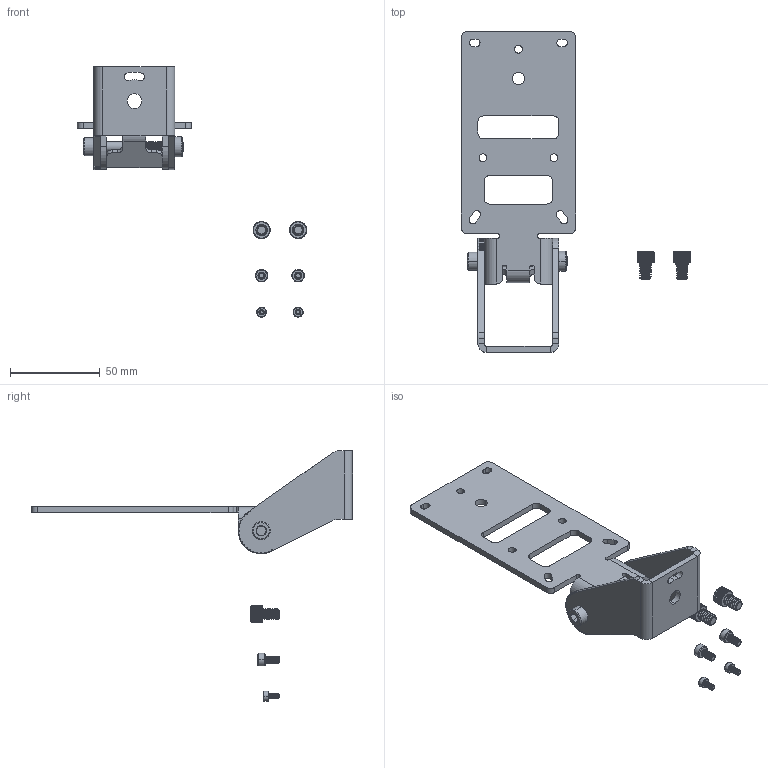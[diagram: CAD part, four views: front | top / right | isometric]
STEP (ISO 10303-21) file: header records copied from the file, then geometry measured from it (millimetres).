
FILE_DESCRIPTION (( 'STEP AP203' ), '1' );
FILE_NAME ('PTU-AB.STEP', '2021-11-09T18:33:21', ( '' ), ( '' ), 'SwSTEP 2.0', 'SolidWorks 2021', '' );
FILE_SCHEMA (( 'CONFIG_CONTROL_DESIGN' ));
Length unit declared in the file: inch
Products named in the file (10): 200301; PTU-AB; SP-M6-2; 800010; 91292A111_91292A111; 91292A144_91292A144; 92196A535_92196A535; 91292A108_91292A108; 200694; 200300_BOM
Assembly tree (12 placements, depth 3):
  PTU-AB
    200300_BOM
      200301
      SP-M6-2
    200694
    91292A144_91292A144
    800010
      92196A535_92196A535  x2
      91292A108_91292A108  x2
      91292A111_91292A111  x2
Bounding box: 127.56 x 178.56 x 139.22 mm (x, y, z)
Volume: 49272.2 mm3; surface area: 36073.3 mm2
Topology: 10 solids, 10 shells, 1230 faces, 3155 edges, 1968 vertices
Faces by surface type: cylinder 516, plane 479, cone 220, bspline 15
Entity records: 34401 total; most frequent: CARTESIAN_POINT 13658, ORIENTED_EDGE 4412, DIRECTION 3828, EDGE_CURVE 2206, AXIS2_PLACEMENT_3D 1411, VERTEX_POINT 1392, LINE 1006, VECTOR 1006
